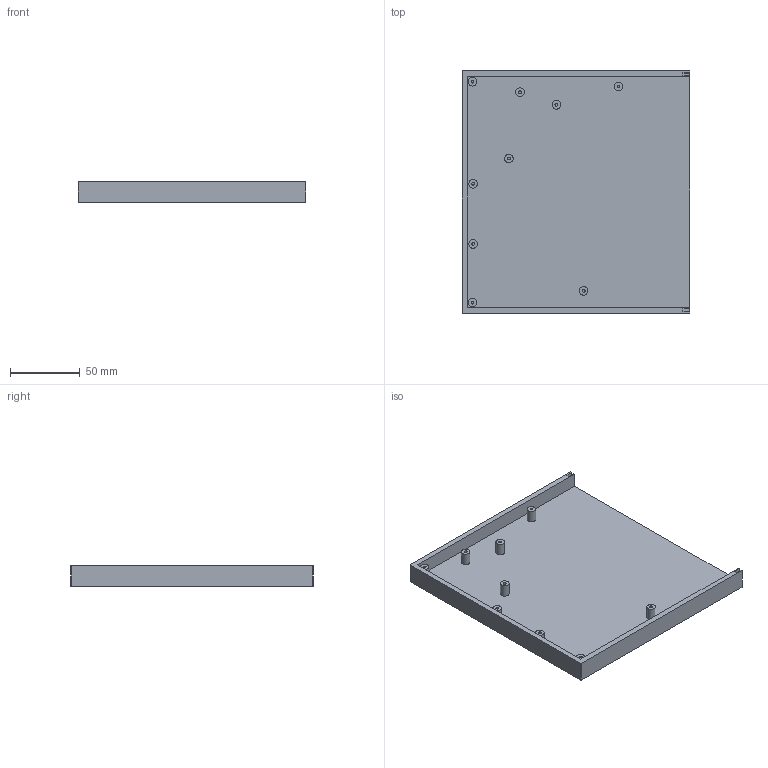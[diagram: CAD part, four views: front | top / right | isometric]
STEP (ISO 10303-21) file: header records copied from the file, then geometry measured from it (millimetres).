
FILE_DESCRIPTION(/* description */ (''),/* implementation_level */ '2;1');
FILE_NAME(/* name */ 'bottom_case_2.step',/* time_stamp */ '2026-02-13T22:19:18+01:00',/* author */ (''),/* organization */ (''),/* preprocessor_version */ 'ST-DEVELOPER v20.1',/* originating_system */ 'Autodesk Translation Framework v14.24.0.0',/* authorisation */ '');
FILE_SCHEMA (('AUTOMOTIVE_DESIGN { 1 0 10303 214 3 1 1 }'));
Length unit declared in the file: millimetre
Products named in the file (1): FusionComponent
Bounding box: 162.94 x 173.05 x 14.6 mm (x, y, z)
Volume: 133847.5 mm3; surface area: 73575.7 mm2
Topology: 1 solids, 1 shells, 57 faces, 111 edges, 74 vertices
Faces by surface type: plane 37, cylinder 20
Full cylindrical faces by diameter (mm): 2 x9, 6.2 x9
Entity records: 1498 total; most frequent: DIRECTION 267, CARTESIAN_POINT 243, ORIENTED_EDGE 222, EDGE_CURVE 111, AXIS2_PLACEMENT_3D 98, EDGE_LOOP 75, VERTEX_POINT 74, LINE 71
